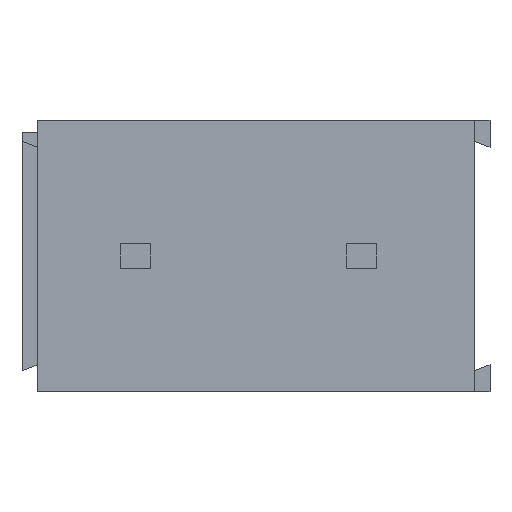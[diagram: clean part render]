
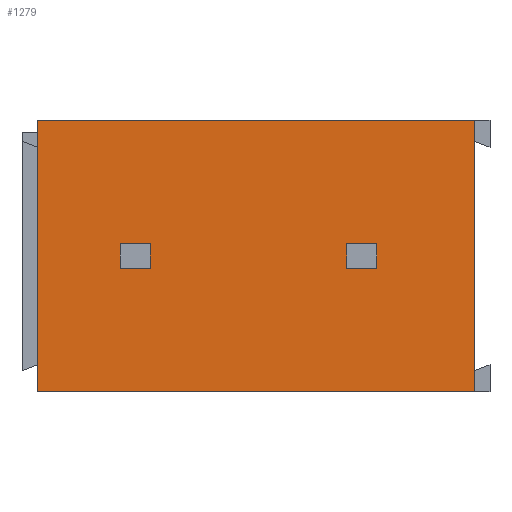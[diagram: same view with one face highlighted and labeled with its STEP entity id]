
A CAD part, front view. The second image highlights one B-rep face of the part: STEP entity #1279.
In plain terms, the highlighted planar face has unit normal (0, -1, 0).
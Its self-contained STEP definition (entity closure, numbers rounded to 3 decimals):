
#234=DIRECTION('',(0.,0.,-1.));
#235=VECTOR('',#234,9.);
#236=CARTESIAN_POINT('',(-7.,-7.7,0.));
#237=LINE('',#236,#235);
#238=DIRECTION('',(-1.,0.,0.));
#239=VECTOR('',#238,14.5);
#240=CARTESIAN_POINT('',(7.5,-7.7,0.));
#241=LINE('',#240,#239);
#242=DIRECTION('',(0.,0.,1.));
#243=VECTOR('',#242,9.);
#244=CARTESIAN_POINT('',(7.5,-7.7,-9.));
#245=LINE('',#244,#243);
#246=DIRECTION('',(1.,0.,0.));
#247=VECTOR('',#246,14.5);
#248=CARTESIAN_POINT('',(-7.,-7.7,-9.));
#249=LINE('',#248,#247);
#586=DIRECTION('',(1.,0.,0.));
#587=VECTOR('',#586,1.);
#588=CARTESIAN_POINT('',(3.25,-7.7,-4.1));
#589=LINE('',#588,#587);
#602=DIRECTION('',(0.,0.,-1.));
#603=VECTOR('',#602,0.8);
#604=CARTESIAN_POINT('',(4.25,-7.7,-4.1));
#605=LINE('',#604,#603);
#606=DIRECTION('',(1.,0.,0.));
#607=VECTOR('',#606,1.);
#608=CARTESIAN_POINT('',(3.25,-7.7,-4.9));
#609=LINE('',#608,#607);
#622=DIRECTION('',(0.,0.,-1.));
#623=VECTOR('',#622,0.8);
#624=CARTESIAN_POINT('',(3.25,-7.7,-4.1));
#625=LINE('',#624,#623);
#634=DIRECTION('',(1.,0.,0.));
#635=VECTOR('',#634,1.);
#636=CARTESIAN_POINT('',(-4.25,-7.7,-4.1));
#637=LINE('',#636,#635);
#650=DIRECTION('',(0.,0.,-1.));
#651=VECTOR('',#650,0.8);
#652=CARTESIAN_POINT('',(-3.25,-7.7,-4.1));
#653=LINE('',#652,#651);
#654=DIRECTION('',(1.,0.,0.));
#655=VECTOR('',#654,1.);
#656=CARTESIAN_POINT('',(-4.25,-7.7,-4.9));
#657=LINE('',#656,#655);
#670=DIRECTION('',(0.,0.,-1.));
#671=VECTOR('',#670,0.8);
#672=CARTESIAN_POINT('',(-4.25,-7.7,-4.1));
#673=LINE('',#672,#671);
#872=CARTESIAN_POINT('',(-7.,-7.7,0.));
#873=CARTESIAN_POINT('',(-7.,-7.7,-9.));
#874=VERTEX_POINT('',#872);
#875=VERTEX_POINT('',#873);
#876=CARTESIAN_POINT('',(7.5,-7.7,-9.));
#877=VERTEX_POINT('',#876);
#878=CARTESIAN_POINT('',(7.5,-7.7,0.));
#879=VERTEX_POINT('',#878);
#892=CARTESIAN_POINT('',(3.25,-7.7,-4.1));
#893=CARTESIAN_POINT('',(4.25,-7.7,-4.1));
#894=VERTEX_POINT('',#892);
#895=VERTEX_POINT('',#893);
#896=CARTESIAN_POINT('',(3.25,-7.7,-4.9));
#897=CARTESIAN_POINT('',(4.25,-7.7,-4.9));
#898=VERTEX_POINT('',#896);
#899=VERTEX_POINT('',#897);
#900=CARTESIAN_POINT('',(-4.25,-7.7,-4.1));
#901=CARTESIAN_POINT('',(-3.25,-7.7,-4.1));
#902=VERTEX_POINT('',#900);
#903=VERTEX_POINT('',#901);
#904=CARTESIAN_POINT('',(-4.25,-7.7,-4.9));
#905=CARTESIAN_POINT('',(-3.25,-7.7,-4.9));
#906=VERTEX_POINT('',#904);
#907=VERTEX_POINT('',#905);
#1246=CARTESIAN_POINT('',(-7.5,-7.7,0.));
#1247=DIRECTION('',(0.,-1.,0.));
#1248=DIRECTION('',(1.,0.,0.));
#1249=AXIS2_PLACEMENT_3D('',#1246,#1247,#1248);
#1250=PLANE('',#1249);
#1251=ORIENTED_EDGE('',*,*,#963,.F.);
#1253=ORIENTED_EDGE('',*,*,#1252,.F.);
#1255=ORIENTED_EDGE('',*,*,#1254,.F.);
#1256=ORIENTED_EDGE('',*,*,#1235,.F.);
#1257=EDGE_LOOP('',(#1251,#1253,#1255,#1256));
#1258=FACE_OUTER_BOUND('',#1257,.F.);
#1260=ORIENTED_EDGE('',*,*,#1259,.F.);
#1262=ORIENTED_EDGE('',*,*,#1261,.T.);
#1264=ORIENTED_EDGE('',*,*,#1263,.T.);
#1266=ORIENTED_EDGE('',*,*,#1265,.F.);
#1267=EDGE_LOOP('',(#1260,#1262,#1264,#1266));
#1268=FACE_BOUND('',#1267,.F.);
#1270=ORIENTED_EDGE('',*,*,#1269,.F.);
#1272=ORIENTED_EDGE('',*,*,#1271,.T.);
#1274=ORIENTED_EDGE('',*,*,#1273,.T.);
#1276=ORIENTED_EDGE('',*,*,#1275,.F.);
#1277=EDGE_LOOP('',(#1270,#1272,#1274,#1276));
#1278=FACE_BOUND('',#1277,.F.);
#963=EDGE_CURVE('',#874,#875,#237,.T.);
#1235=EDGE_CURVE('',#875,#877,#249,.T.);
#1252=EDGE_CURVE('',#879,#874,#241,.T.);
#1254=EDGE_CURVE('',#877,#879,#245,.T.);
#1259=EDGE_CURVE('',#894,#895,#589,.T.);
#1261=EDGE_CURVE('',#894,#898,#625,.T.);
#1263=EDGE_CURVE('',#898,#899,#609,.T.);
#1265=EDGE_CURVE('',#895,#899,#605,.T.);
#1269=EDGE_CURVE('',#902,#903,#637,.T.);
#1271=EDGE_CURVE('',#902,#906,#673,.T.);
#1273=EDGE_CURVE('',#906,#907,#657,.T.);
#1275=EDGE_CURVE('',#903,#907,#653,.T.);
#1279=ADVANCED_FACE('',(#1258,#1268,#1278),#1250,.T.);
